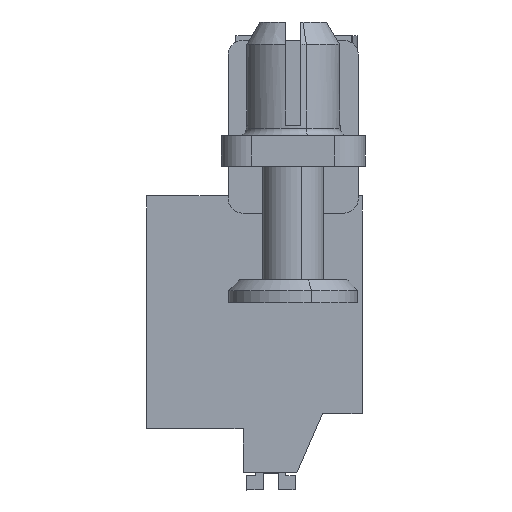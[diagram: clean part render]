
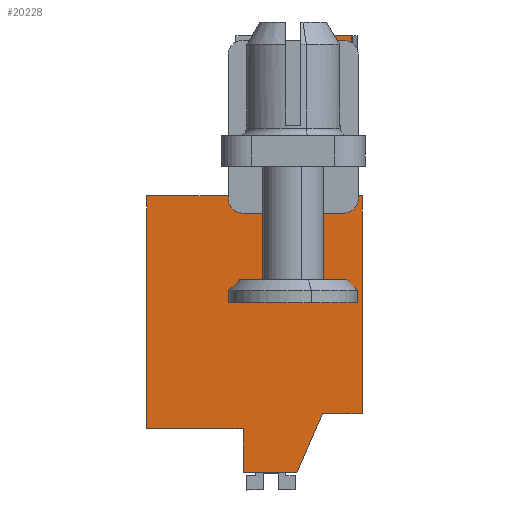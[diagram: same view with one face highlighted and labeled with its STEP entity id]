
A CAD part, left-side view. The second image highlights one B-rep face of the part: STEP entity #20228.
In plain terms, the highlighted planar face has unit normal (-1, 0, 0).
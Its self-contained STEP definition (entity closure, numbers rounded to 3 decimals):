
#20172=AXIS2_PLACEMENT_3D('Plane Axis2P3D',#20169,#20170,#20171) ;
#344=CARTESIAN_POINT('Vertex',(12.107,7.9,1.143)) ;
#347=CARTESIAN_POINT('Line Origine',(12.107,7.9,2.593)) ;
#351=CARTESIAN_POINT('Vertex',(12.107,7.9,4.043)) ;
#489=CARTESIAN_POINT('Vertex',(12.107,0.05,5.043)) ;
#492=CARTESIAN_POINT('Line Origine',(12.107,1.35,5.043)) ;
#496=CARTESIAN_POINT('Vertex',(12.107,2.65,5.043)) ;
#1390=CARTESIAN_POINT('Line Origine',(12.107,11.075,4.043)) ;
#1394=CARTESIAN_POINT('Vertex',(12.107,14.25,4.043)) ;
#2447=CARTESIAN_POINT('Vertex',(12.107,0.05,19.383)) ;
#2450=CARTESIAN_POINT('Line Origine',(12.107,0.05,12.213)) ;
#3260=CARTESIAN_POINT('Line Origine',(12.107,14.25,11.713)) ;
#3264=CARTESIAN_POINT('Vertex',(12.107,14.25,19.383)) ;
#4213=CARTESIAN_POINT('Line Origine',(12.107,11.134,19.383)) ;
#4217=CARTESIAN_POINT('Vertex',(12.107,8.018,19.383)) ;
#4237=CARTESIAN_POINT('Line Origine',(12.108,8.018,19.96)) ;
#4241=CARTESIAN_POINT('Vertex',(12.108,8.018,20.538)) ;
#4866=CARTESIAN_POINT('Vertex',(12.108,1.898,29.933)) ;
#4869=CARTESIAN_POINT('Line Origine',(12.108,1.335,29.933)) ;
#4873=CARTESIAN_POINT('Vertex',(12.108,0.773,29.933)) ;
#5453=CARTESIAN_POINT('Vertex',(12.107,0.773,19.383)) ;
#5456=CARTESIAN_POINT('Line Origine',(12.107,0.411,19.383)) ;
#20143=CARTESIAN_POINT('Line Origine',(12.107,3.5,3.093)) ;
#20147=CARTESIAN_POINT('Vertex',(12.108,4.35,1.143)) ;
#20169=CARTESIAN_POINT('Axis2P3D Location',(12.108,6.85,19.383)) ;
#20174=CARTESIAN_POINT('Line Origine',(12.108,0.773,24.658)) ;
#20179=CARTESIAN_POINT('Line Origine',(12.108,1.898,28.63)) ;
#20183=CARTESIAN_POINT('Vertex',(12.108,1.898,27.328)) ;
#20186=CARTESIAN_POINT('Line Origine',(12.108,1.473,27.328)) ;
#20190=CARTESIAN_POINT('Vertex',(12.108,1.048,27.328)) ;
#20193=CARTESIAN_POINT('Line Origine',(12.108,1.048,23.933)) ;
#20197=CARTESIAN_POINT('Vertex',(12.108,1.048,20.538)) ;
#20200=CARTESIAN_POINT('Line Origine',(12.108,4.533,20.538)) ;
#20205=CARTESIAN_POINT('Line Origine',(12.108,6.125,1.143)) ;
#348=DIRECTION('Vector Direction',(0.,0.,-1.)) ;
#493=DIRECTION('Vector Direction',(0.,-1.,0.)) ;
#1391=DIRECTION('Vector Direction',(0.,-1.,0.)) ;
#2451=DIRECTION('Vector Direction',(0.,0.,1.)) ;
#3261=DIRECTION('Vector Direction',(0.,0.,-1.)) ;
#4214=DIRECTION('Vector Direction',(0.,1.,0.)) ;
#4238=DIRECTION('Vector Direction',(0.,0.,-1.)) ;
#4870=DIRECTION('Vector Direction',(0.,1.,0.)) ;
#5457=DIRECTION('Vector Direction',(0.,1.,0.)) ;
#20144=DIRECTION('Vector Direction',(0.,-0.4,0.917)) ;
#20170=DIRECTION('Axis2P3D Direction',(-1.,0.,0.)) ;
#20171=DIRECTION('Axis2P3D XDirection',(0.,1.,0.)) ;
#20175=DIRECTION('Vector Direction',(0.,0.,-1.)) ;
#20180=DIRECTION('Vector Direction',(0.,0.,1.)) ;
#20187=DIRECTION('Vector Direction',(0.,-1.,0.)) ;
#20194=DIRECTION('Vector Direction',(0.,0.,1.)) ;
#20201=DIRECTION('Vector Direction',(0.,1.,0.)) ;
#20206=DIRECTION('Vector Direction',(0.,-1.,0.)) ;
#349=VECTOR('Line Direction',#348,1.) ;
#494=VECTOR('Line Direction',#493,1.) ;
#1392=VECTOR('Line Direction',#1391,1.) ;
#2452=VECTOR('Line Direction',#2451,1.) ;
#3262=VECTOR('Line Direction',#3261,1.) ;
#4215=VECTOR('Line Direction',#4214,1.) ;
#4239=VECTOR('Line Direction',#4238,1.) ;
#4871=VECTOR('Line Direction',#4870,1.) ;
#5458=VECTOR('Line Direction',#5457,1.) ;
#20145=VECTOR('Line Direction',#20144,1.) ;
#20176=VECTOR('Line Direction',#20175,1.) ;
#20181=VECTOR('Line Direction',#20180,1.) ;
#20188=VECTOR('Line Direction',#20187,1.) ;
#20195=VECTOR('Line Direction',#20194,1.) ;
#20202=VECTOR('Line Direction',#20201,1.) ;
#20207=VECTOR('Line Direction',#20206,1.) ;
#20211=ORIENTED_EDGE('',*,*,#5460,.T.) ;
#20212=ORIENTED_EDGE('',*,*,#20178,.F.) ;
#20213=ORIENTED_EDGE('',*,*,#4875,.T.) ;
#20214=ORIENTED_EDGE('',*,*,#20185,.T.) ;
#20215=ORIENTED_EDGE('',*,*,#20192,.T.) ;
#20216=ORIENTED_EDGE('',*,*,#20199,.T.) ;
#20217=ORIENTED_EDGE('',*,*,#20204,.T.) ;
#20218=ORIENTED_EDGE('',*,*,#4243,.F.) ;
#20219=ORIENTED_EDGE('',*,*,#4219,.T.) ;
#20220=ORIENTED_EDGE('',*,*,#3266,.T.) ;
#20221=ORIENTED_EDGE('',*,*,#1396,.T.) ;
#20222=ORIENTED_EDGE('',*,*,#353,.T.) ;
#20223=ORIENTED_EDGE('',*,*,#20209,.T.) ;
#20224=ORIENTED_EDGE('',*,*,#20149,.T.) ;
#20225=ORIENTED_EDGE('',*,*,#498,.T.) ;
#20226=ORIENTED_EDGE('',*,*,#2454,.T.) ;
#20228=ADVANCED_FACE('HOUSING',(#20227),#20173,.T.) ;
#353=EDGE_CURVE('',#352,#345,#350,.T.) ;
#498=EDGE_CURVE('',#497,#490,#495,.T.) ;
#1396=EDGE_CURVE('',#1395,#352,#1393,.T.) ;
#2454=EDGE_CURVE('',#490,#2448,#2453,.T.) ;
#3266=EDGE_CURVE('',#3265,#1395,#3263,.T.) ;
#4219=EDGE_CURVE('',#4218,#3265,#4216,.T.) ;
#4243=EDGE_CURVE('',#4218,#4242,#4240,.F.) ;
#4875=EDGE_CURVE('',#4874,#4867,#4872,.T.) ;
#5460=EDGE_CURVE('',#2448,#5454,#5459,.T.) ;
#20149=EDGE_CURVE('',#20148,#497,#20146,.T.) ;
#20178=EDGE_CURVE('',#4874,#5454,#20177,.T.) ;
#20185=EDGE_CURVE('',#4867,#20184,#20182,.F.) ;
#20192=EDGE_CURVE('',#20184,#20191,#20189,.T.) ;
#20199=EDGE_CURVE('',#20191,#20198,#20196,.F.) ;
#20204=EDGE_CURVE('',#20198,#4242,#20203,.T.) ;
#20209=EDGE_CURVE('',#345,#20148,#20208,.T.) ;
#20210=EDGE_LOOP('',(#20211,#20212,#20213,#20214,#20215,#20216,#20217,#20218,#20219,#20220,#20221,#20222,#20223,#20224,#20225,#20226)) ;
#20227=FACE_OUTER_BOUND('',#20210,.T.) ;
#350=LINE('Line',#347,#349) ;
#495=LINE('Line',#492,#494) ;
#1393=LINE('Line',#1390,#1392) ;
#2453=LINE('Line',#2450,#2452) ;
#3263=LINE('Line',#3260,#3262) ;
#4216=LINE('Line',#4213,#4215) ;
#4240=LINE('Line',#4237,#4239) ;
#4872=LINE('Line',#4869,#4871) ;
#5459=LINE('Line',#5456,#5458) ;
#20146=LINE('Line',#20143,#20145) ;
#20177=LINE('Line',#20174,#20176) ;
#20182=LINE('Line',#20179,#20181) ;
#20189=LINE('Line',#20186,#20188) ;
#20196=LINE('Line',#20193,#20195) ;
#20203=LINE('Line',#20200,#20202) ;
#20208=LINE('Line',#20205,#20207) ;
#20173=PLANE('',#20172) ;
#345=VERTEX_POINT('',#344) ;
#352=VERTEX_POINT('',#351) ;
#490=VERTEX_POINT('',#489) ;
#497=VERTEX_POINT('',#496) ;
#1395=VERTEX_POINT('',#1394) ;
#2448=VERTEX_POINT('',#2447) ;
#3265=VERTEX_POINT('',#3264) ;
#4218=VERTEX_POINT('',#4217) ;
#4242=VERTEX_POINT('',#4241) ;
#4867=VERTEX_POINT('',#4866) ;
#4874=VERTEX_POINT('',#4873) ;
#5454=VERTEX_POINT('',#5453) ;
#20148=VERTEX_POINT('',#20147) ;
#20184=VERTEX_POINT('',#20183) ;
#20191=VERTEX_POINT('',#20190) ;
#20198=VERTEX_POINT('',#20197) ;
